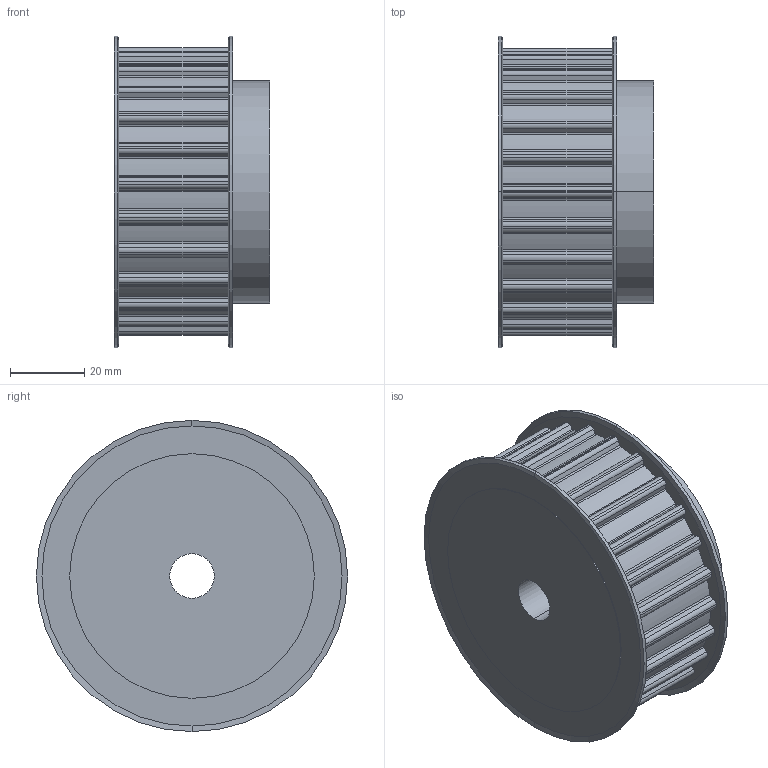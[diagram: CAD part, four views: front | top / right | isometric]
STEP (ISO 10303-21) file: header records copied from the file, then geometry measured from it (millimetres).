
FILE_DESCRIPTION(('STEP AP214'),'1');
FILE_NAME('cctmp_74F75681-8595-4F4D-828F-BBA8355B6DB7_2021_1_7_12_52_52_998..stp','2021-01-07T11:52:53',('Mulco-Europe EWIV'),('CADClick - www.CADClick.com'),'Spatial InterOp 3D',' ','unknown authorization');
FILE_SCHEMA(('AUTOMOTIVE_DESIGN'));
Length unit declared in the file: millimetre
Products named in the file (1): 2021_01_07__12-52-52-983
Bounding box: 42 x 84 x 84 mm (x, y, z)
Volume: 165262.1 mm3; surface area: 26196.5 mm2
Topology: 1 solids, 1 shells, 228 faces, 655 edges, 434 vertices
Faces by surface type: cylinder 163, plane 57, cone 8
Entity records: 9481 total; most frequent: DIRECTION 1447, CARTESIAN_POINT 1318, ORIENTED_EDGE 1310, EDGE_CURVE 655, AXIS2_PLACEMENT_3D 563, VERTEX_POINT 434, CIRCLE 334, LINE 321
